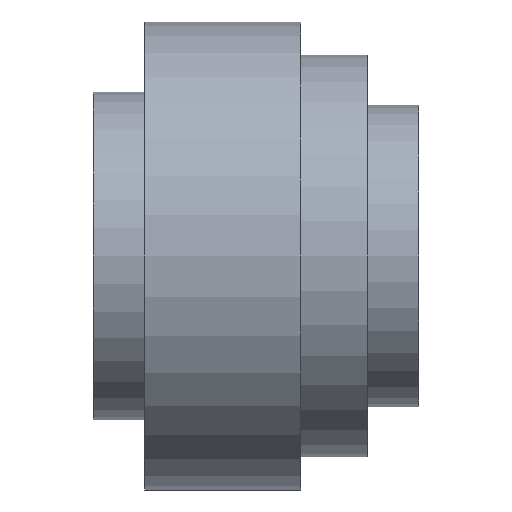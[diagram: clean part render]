
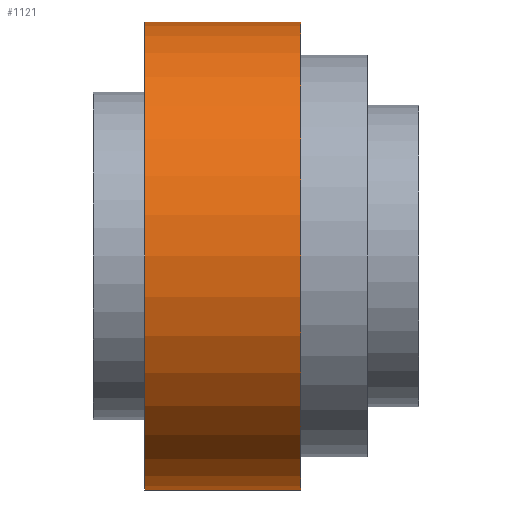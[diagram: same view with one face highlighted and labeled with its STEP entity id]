
A CAD part, front view. The second image highlights one B-rep face of the part: STEP entity #1121.
In plain terms, the highlighted cylindrical face has radius 44.958 mm (diameter 89.916 mm), a partial arc.
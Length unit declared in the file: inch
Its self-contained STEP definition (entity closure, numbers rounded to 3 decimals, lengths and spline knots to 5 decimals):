
#56 = FACE_OUTER_BOUND ( 'NONE', #1383, .T. ) ;
#93 = ORIENTED_EDGE ( 'NONE', *, *, #1845, .T. ) ;
#213 = VERTEX_POINT ( 'NONE', #405 ) ;
#247 = VERTEX_POINT ( 'NONE', #473 ) ;
#255 = ORIENTED_EDGE ( 'NONE', *, *, #837, .T. ) ;
#275 = DIRECTION ( 'NONE',  ( -1., 0., 0. ) ) ;
#278 = CARTESIAN_POINT ( 'NONE',  ( -0.65155, 0., 0. ) ) ;
#292 = DIRECTION ( 'NONE',  ( 0., 0., 1. ) ) ;
#338 = CIRCLE ( 'NONE', #1495, 1.77 ) ;
#405 = CARTESIAN_POINT ( 'NONE',  ( -0.65155, 0., 1.77 ) ) ;
#435 = CARTESIAN_POINT ( 'NONE',  ( -0.65155, 0., -1.77 ) ) ;
#473 = CARTESIAN_POINT ( 'NONE',  ( 0.52845, 0., 1.77 ) ) ;
#564 = AXIS2_PLACEMENT_3D ( 'NONE', #278, #275, #292 ) ;
#602 = VECTOR ( 'NONE', #1830, 39.37008 ) ;
#705 = ORIENTED_EDGE ( 'NONE', *, *, #1820, .F. ) ;
#817 = VERTEX_POINT ( 'NONE', #1275 ) ;
#837 = EDGE_CURVE ( 'NONE', #817, #247, #338, .T. ) ;
#942 = CIRCLE ( 'NONE', #564, 1.77 ) ;
#1116 = VECTOR ( 'NONE', #1776, 39.37008 ) ;
#1121 = ADVANCED_FACE ( 'NONE', ( #56 ), #1430, .T. ) ;
#1167 = AXIS2_PLACEMENT_3D ( 'NONE', #1580, #1660, #1200 ) ;
#1175 = CARTESIAN_POINT ( 'NONE',  ( -4.70658, 0., -1.77 ) ) ;
#1184 = DIRECTION ( 'NONE',  ( -1., 0., 0. ) ) ;
#1200 = DIRECTION ( 'NONE',  ( 0., 0., 1. ) ) ;
#1261 = LINE ( 'NONE', #1832, #602 ) ;
#1275 = CARTESIAN_POINT ( 'NONE',  ( 0.52845, 0., -1.77 ) ) ;
#1334 = VERTEX_POINT ( 'NONE', #435 ) ;
#1383 = EDGE_LOOP ( 'NONE', ( #705, #255, #93, #1394 ) ) ;
#1394 = ORIENTED_EDGE ( 'NONE', *, *, #1524, .F. ) ;
#1430 = CYLINDRICAL_SURFACE ( 'NONE', #1167, 1.77 ) ;
#1495 = AXIS2_PLACEMENT_3D ( 'NONE', #1886, #1184, #1827 ) ;
#1524 = EDGE_CURVE ( 'NONE', #1334, #213, #942, .T. ) ;
#1580 = CARTESIAN_POINT ( 'NONE',  ( -4.70658, 0., 0. ) ) ;
#1660 = DIRECTION ( 'NONE',  ( -1., 0., 0. ) ) ;
#1776 = DIRECTION ( 'NONE',  ( -1., 0., 0. ) ) ;
#1794 = LINE ( 'NONE', #1175, #1116 ) ;
#1820 = EDGE_CURVE ( 'NONE', #817, #1334, #1794, .T. ) ;
#1827 = DIRECTION ( 'NONE',  ( 0., 0., 1. ) ) ;
#1830 = DIRECTION ( 'NONE',  ( -1., 0., 0. ) ) ;
#1832 = CARTESIAN_POINT ( 'NONE',  ( -4.70658, 0., 1.77 ) ) ;
#1845 = EDGE_CURVE ( 'NONE', #247, #213, #1261, .T. ) ;
#1886 = CARTESIAN_POINT ( 'NONE',  ( 0.52845, 0., 0. ) ) ;
